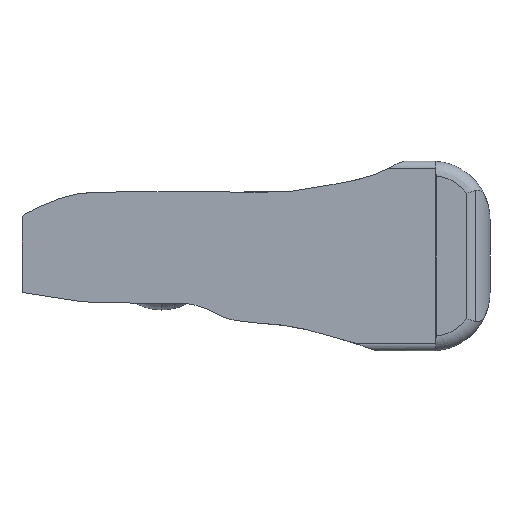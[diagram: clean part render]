
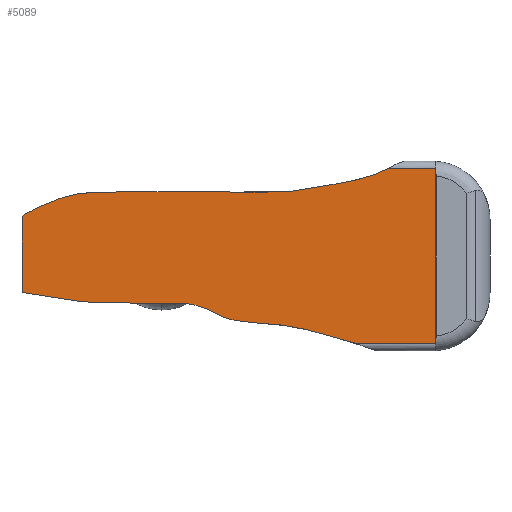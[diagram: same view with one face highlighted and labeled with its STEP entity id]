
A CAD part, front view. The second image highlights one B-rep face of the part: STEP entity #5089.
In plain terms, the highlighted planar face has unit normal (0, -1, 0).
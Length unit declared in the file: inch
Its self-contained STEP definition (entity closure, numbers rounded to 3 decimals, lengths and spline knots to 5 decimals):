
#70 = CARTESIAN_POINT ( 'NONE',  ( 3., 0., 3.125 ) ) ;
#94 = EDGE_LOOP ( 'NONE', ( #2164, #6352, #1869, #1144, #8200, #2442 ) ) ;
#97 = EDGE_CURVE ( 'NONE', #7536, #202, #1686, .T. ) ;
#104 = CARTESIAN_POINT ( 'NONE',  ( 2.63226, 0., 2.74469 ) ) ;
#134 = CARTESIAN_POINT ( 'NONE',  ( 3.76004, 0., 2.70307 ) ) ;
#149 = EDGE_CURVE ( 'NONE', #1481, #7536, #4614, .T. ) ;
#191 = CARTESIAN_POINT ( 'NONE',  ( 4.99973, 0., 2.81056 ) ) ;
#202 = VERTEX_POINT ( 'NONE', #2930 ) ;
#317 = EDGE_CURVE ( 'NONE', #202, #3170, #5360, .T. ) ;
#324 = LINE ( 'NONE', #6038, #6807 ) ;
#512 = CARTESIAN_POINT ( 'NONE',  ( 5.05218, 0., 0.32938 ) ) ;
#1144 = ORIENTED_EDGE ( 'NONE', *, *, #149, .T. ) ;
#1166 = B_SPLINE_CURVE_WITH_KNOTS ( 'NONE', 3,
 ( #4513, #5238, #5792, #3255, #7937, #3937, #8576, #512, #7202, #7871, #8529 ),
 .UNSPECIFIED., .F., .F.,
 ( 4, 1, 1, 1, 1, 1, 1, 1, 4 ),
 ( 0., 0.31589, 0.46345, 0.5087, 0.56419, 0.65992, 0.744, 0.8467, 0.85365 ),
 .UNSPECIFIED. ) ;
#1172 = DIRECTION ( 'NONE',  ( 0., 0., 1. ) ) ;
#1464 = CARTESIAN_POINT ( 'NONE',  ( 0.07107, 0., 2.37029 ) ) ;
#1481 = VERTEX_POINT ( 'NONE', #2721 ) ;
#1488 = LINE ( 'NONE', #1564, #4640 ) ;
#1564 = CARTESIAN_POINT ( 'NONE',  ( 7.08262, 0., 3.25 ) ) ;
#1686 = B_SPLINE_CURVE_WITH_KNOTS ( 'NONE', 3,
 ( #2146, #8133, #8184, #6888, #6767, #191, #6795, #2871, #134, #5502, #104, #4860, #7497, #5471, #1464, #4778 ),
 .UNSPECIFIED., .F., .F.,
 ( 4, 1, 1, 1, 1, 1, 1, 1, 1, 1, 1, 1, 1, 4 ),
 ( 0.0705, 0.08595, 0.13091, 0.18904, 0.25466, 0.32747, 0.38958, 0.42983, 0.48063, 0.60817, 0.68824, 0.77001, 0.88495, 0.95752 ),
 .UNSPECIFIED. ) ;
#1869 = ORIENTED_EDGE ( 'NONE', *, *, #6921, .F. ) ;
#2146 = CARTESIAN_POINT ( 'NONE',  ( 6.27523, 0., 3.125 ) ) ;
#2164 = ORIENTED_EDGE ( 'NONE', *, *, #7811, .T. ) ;
#2433 = VECTOR ( 'NONE', #8609, 39.37008 ) ;
#2442 = ORIENTED_EDGE ( 'NONE', *, *, #317, .T. ) ;
#2461 = DIRECTION ( 'NONE',  ( 0., 1., 0. ) ) ;
#2491 = PLANE ( 'NONE',  #7602 ) ;
#2608 = DIRECTION ( 'NONE',  ( 1., 0., 0. ) ) ;
#2721 = CARTESIAN_POINT ( 'NONE',  ( 7.08262, 0., 3.125 ) ) ;
#2832 = VECTOR ( 'NONE', #4089, 39.37008 ) ;
#2871 = CARTESIAN_POINT ( 'NONE',  ( 4.12044, 0., 2.73325 ) ) ;
#2930 = CARTESIAN_POINT ( 'NONE',  ( 0., 0., 2.29703 ) ) ;
#3170 = VERTEX_POINT ( 'NONE', #6897 ) ;
#3255 = CARTESIAN_POINT ( 'NONE',  ( 2.95225, 0., 0.86466 ) ) ;
#3505 = VERTEX_POINT ( 'NONE', #6634 ) ;
#3937 = CARTESIAN_POINT ( 'NONE',  ( 3.88606, 0., 0.47628 ) ) ;
#4089 = DIRECTION ( 'NONE',  ( -1., 0., 0. ) ) ;
#4513 = CARTESIAN_POINT ( 'NONE',  ( 0., 0., 1. ) ) ;
#4614 = LINE ( 'NONE', #70, #2832 ) ;
#4640 = VECTOR ( 'NONE', #6263, 39.37008 ) ;
#4724 = CARTESIAN_POINT ( 'NONE',  ( 7.08262, 0., 0.125 ) ) ;
#4778 = CARTESIAN_POINT ( 'NONE',  ( 0., 0., 2.29703 ) ) ;
#4791 = VERTEX_POINT ( 'NONE', #4724 ) ;
#4860 = CARTESIAN_POINT ( 'NONE',  ( 1.95959, 0., 2.72126 ) ) ;
#4928 = CARTESIAN_POINT ( 'NONE',  ( 6.27523, 0., 3.125 ) ) ;
#5089 = ADVANCED_FACE ( 'NONE', ( #6293 ), #2491, .F. ) ;
#5113 = EDGE_CURVE ( 'NONE', #3505, #4791, #324, .T. ) ;
#5238 = CARTESIAN_POINT ( 'NONE',  ( 0.72135, 0., 0.83356 ) ) ;
#5360 = LINE ( 'NONE', #6067, #2433 ) ;
#5471 = CARTESIAN_POINT ( 'NONE',  ( 0.80275, 0., 2.71014 ) ) ;
#5502 = CARTESIAN_POINT ( 'NONE',  ( 3.24469, 0., 2.72433 ) ) ;
#5792 = CARTESIAN_POINT ( 'NONE',  ( 1.72953, 0., 0.7716 ) ) ;
#6038 = CARTESIAN_POINT ( 'NONE',  ( 7.08262, 0., 0.125 ) ) ;
#6067 = CARTESIAN_POINT ( 'NONE',  ( 0., 0., 3.25 ) ) ;
#6263 = DIRECTION ( 'NONE',  ( 0., 0., -1. ) ) ;
#6293 = FACE_OUTER_BOUND ( 'NONE', #94, .T. ) ;
#6352 = ORIENTED_EDGE ( 'NONE', *, *, #5113, .T. ) ;
#6479 = CARTESIAN_POINT ( 'NONE',  ( 3., 0., 3.25 ) ) ;
#6634 = CARTESIAN_POINT ( 'NONE',  ( 5.72849, 0., 0.125 ) ) ;
#6767 = CARTESIAN_POINT ( 'NONE',  ( 5.46023, 0., 2.86217 ) ) ;
#6795 = CARTESIAN_POINT ( 'NONE',  ( 4.53567, 0., 2.69944 ) ) ;
#6807 = VECTOR ( 'NONE', #2608, 39.37008 ) ;
#6888 = CARTESIAN_POINT ( 'NONE',  ( 5.84799, 0., 2.95648 ) ) ;
#6897 = CARTESIAN_POINT ( 'NONE',  ( 0., 0., 1. ) ) ;
#6921 = EDGE_CURVE ( 'NONE', #1481, #4791, #1488, .T. ) ;
#7202 = CARTESIAN_POINT ( 'NONE',  ( 5.48149, 0., 0.22128 ) ) ;
#7497 = CARTESIAN_POINT ( 'NONE',  ( 1.27022, 0., 2.71875 ) ) ;
#7536 = VERTEX_POINT ( 'NONE', #4928 ) ;
#7602 = AXIS2_PLACEMENT_3D ( 'NONE', #6479, #2461, #1172 ) ;
#7811 = EDGE_CURVE ( 'NONE', #3170, #3505, #1166, .T. ) ;
#7871 = CARTESIAN_POINT ( 'NONE',  ( 5.71377, 0., 0.1308 ) ) ;
#7937 = CARTESIAN_POINT ( 'NONE',  ( 3.43916, 0., 0.55636 ) ) ;
#8133 = CARTESIAN_POINT ( 'NONE',  ( 6.24262, 0., 3.10732 ) ) ;
#8184 = CARTESIAN_POINT ( 'NONE',  ( 6.11447, 0., 3.03924 ) ) ;
#8200 = ORIENTED_EDGE ( 'NONE', *, *, #97, .T. ) ;
#8529 = CARTESIAN_POINT ( 'NONE',  ( 5.72849, 0., 0.125 ) ) ;
#8576 = CARTESIAN_POINT ( 'NONE',  ( 4.42151, 0., 0.46494 ) ) ;
#8609 = DIRECTION ( 'NONE',  ( 0., 0., -1. ) ) ;
